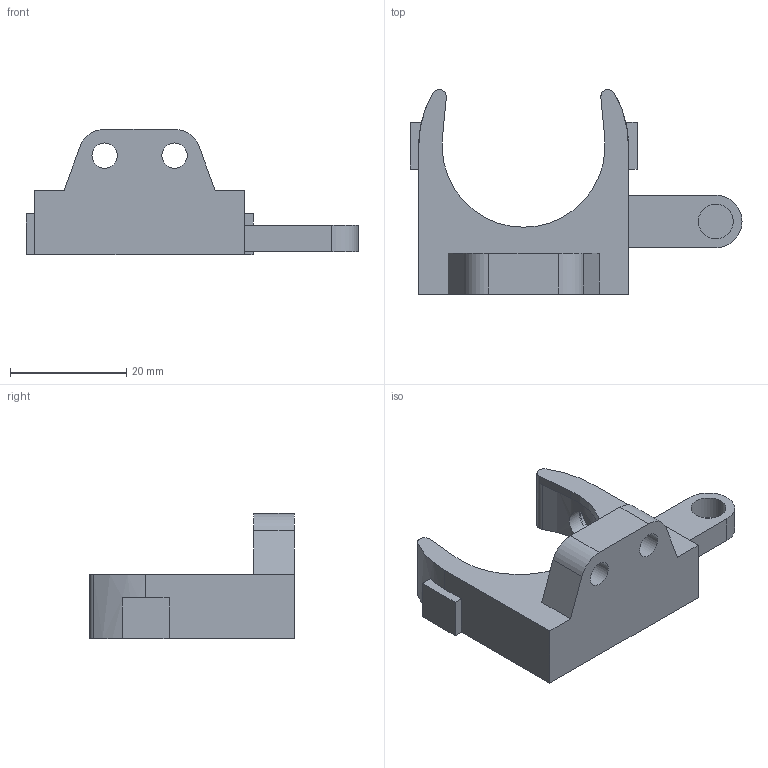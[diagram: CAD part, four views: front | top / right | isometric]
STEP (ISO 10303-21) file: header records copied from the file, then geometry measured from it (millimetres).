
FILE_DESCRIPTION(('FreeCAD Model'),'2;1');
FILE_NAME('Open CASCADE Shape Model','2025-03-04T23:24:54',(''),(''), 'Open CASCADE STEP processor 7.7','FreeCAD','Unknown');
FILE_SCHEMA(('AUTOMOTIVE_DESIGN { 1 0 10303 214 1 1 1 1 }'));
Length unit declared in the file: millimetre
Products named in the file (1): Passive Claw Right
Bounding box: 57 x 35.12 x 21.5 mm (x, y, z)
Volume: 8656.9 mm3; surface area: 4776.7 mm2
Topology: 1 solids, 1 shells, 49 faces, 127 edges, 84 vertices
Faces by surface type: plane 27, cylinder 14, extrusion 8
Full cylindrical faces by diameter (mm): 4.35 x2, 6 x3
Entity records: 2029 total; most frequent: CARTESIAN_POINT 802, ORIENTED_EDGE 254, DIRECTION 231, EDGE_CURVE 127, VECTOR 87, VERTEX_POINT 84, LINE 79, AXIS2_PLACEMENT_3D 72
